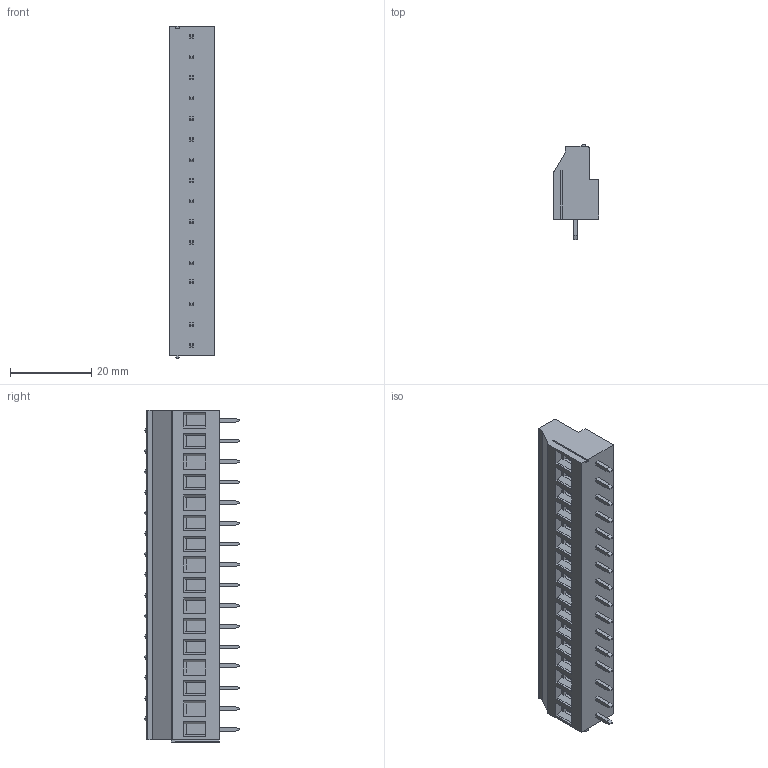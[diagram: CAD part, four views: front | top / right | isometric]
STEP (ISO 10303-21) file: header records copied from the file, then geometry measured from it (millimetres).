
FILE_DESCRIPTION((''),'2;1');
FILE_NAME('PRT0050','2024-11-06T',('yanfa'),(''),'PRO/ENGINEER BY PARAMETRIC TECHNOLOGY CORPORATION, 2009280','PRO/ENGINEER BY PARAMETRIC TECHNOLOGY CORPORATION, 2009280','');
FILE_SCHEMA(('AUTOMOTIVE_DESIGN_CC2 { 1 2 10303 214 -1 1 5 2 }'));
Length unit declared in the file: millimetre
Products named in the file (1): PRT0050
Bounding box: 11.2 x 23.5 x 81.88 mm (x, y, z)
Volume: 12675 mm3; surface area: 6681.9 mm2
Topology: 1 solids, 1 shells, 555 faces, 1481 edges, 961 vertices
Faces by surface type: plane 422, cylinder 71, torus 32, sphere 30
Entity records: 17212 total; most frequent: CARTESIAN_POINT 3319, ORIENTED_EDGE 2902, DIRECTION 2795, EDGE_CURVE 1451, VECTOR 1089, LINE 1089, VERTEX_POINT 961, AXIS2_PLACEMENT_3D 853
